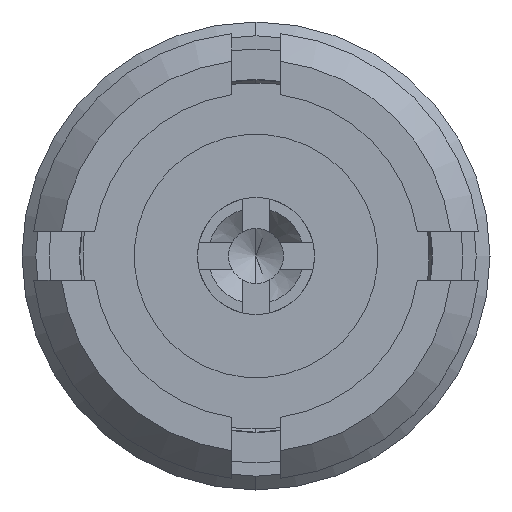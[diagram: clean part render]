
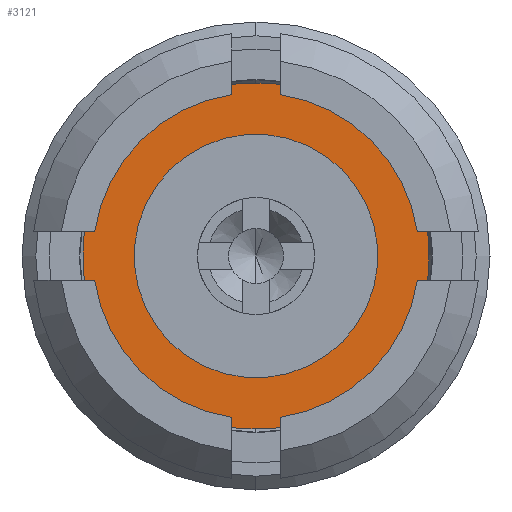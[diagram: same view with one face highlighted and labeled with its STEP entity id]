
A CAD part, left-side view. The second image highlights one B-rep face of the part: STEP entity #3121.
In plain terms, the highlighted face is planar.
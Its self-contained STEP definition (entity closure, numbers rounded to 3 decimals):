
#136 = DIRECTION ( 'NONE',  ( 0.996, 0.087, 0. ) ) ;
#150 = EDGE_LOOP ( 'NONE', ( #3733, #307 ) ) ;
#206 = CIRCLE ( 'NONE', #5917, 1.26 ) ;
#297 = DIRECTION ( 'NONE',  ( 0., 0., 1. ) ) ;
#307 = ORIENTED_EDGE ( 'NONE', *, *, #4138, .F. ) ;
#319 = DIRECTION ( 'NONE',  ( 0.996, 0.087, 0. ) ) ;
#523 = CIRCLE ( 'NONE', #3031, 0.885 ) ;
#885 = AXIS2_PLACEMENT_3D ( 'NONE', #4715, #5209, #136 ) ;
#1157 = CARTESIAN_POINT ( 'NONE',  ( 1.255, 0.11, 6.525 ) ) ;
#1203 = VERTEX_POINT ( 'NONE', #6487 ) ;
#1239 = ORIENTED_EDGE ( 'NONE', *, *, #2620, .T. ) ;
#1403 = EDGE_LOOP ( 'NONE', ( #1239, #4392 ) ) ;
#1624 = CARTESIAN_POINT ( 'NONE',  ( 0., 0., 6.525 ) ) ;
#1786 = AXIS2_PLACEMENT_3D ( 'NONE', #3266, #2207, #3767 ) ;
#1812 = CIRCLE ( 'NONE', #1786, 1.26 ) ;
#2207 = DIRECTION ( 'NONE',  ( 0., 0., 1. ) ) ;
#2321 = CARTESIAN_POINT ( 'NONE',  ( 0., 0., 6.525 ) ) ;
#2620 = EDGE_CURVE ( 'NONE', #4051, #4340, #1812, .T. ) ;
#2975 = CARTESIAN_POINT ( 'NONE',  ( -1.255, -0.11, 6.525 ) ) ;
#3005 = DIRECTION ( 'NONE',  ( 0., 0., -1. ) ) ;
#3031 = AXIS2_PLACEMENT_3D ( 'NONE', #2321, #297, #319 ) ;
#3121 = ADVANCED_FACE ( 'NONE', ( #4375, #4292 ), #3474, .F. ) ;
#3266 = CARTESIAN_POINT ( 'NONE',  ( 0., 0., 6.525 ) ) ;
#3474 = PLANE ( 'NONE',  #5296 ) ;
#3733 = ORIENTED_EDGE ( 'NONE', *, *, #6205, .F. ) ;
#3735 = DIRECTION ( 'NONE',  ( 0.996, 0.087, 0. ) ) ;
#3767 = DIRECTION ( 'NONE',  ( 0.996, 0.087, 0. ) ) ;
#4034 = DIRECTION ( 'NONE',  ( -0.996, -0.087, 0. ) ) ;
#4042 = EDGE_CURVE ( 'NONE', #4340, #4051, #206, .T. ) ;
#4051 = VERTEX_POINT ( 'NONE', #1157 ) ;
#4138 = EDGE_CURVE ( 'NONE', #6273, #1203, #523, .T. ) ;
#4292 = FACE_OUTER_BOUND ( 'NONE', #1403, .T. ) ;
#4340 = VERTEX_POINT ( 'NONE', #2975 ) ;
#4375 = FACE_BOUND ( 'NONE', #150, .T. ) ;
#4392 = ORIENTED_EDGE ( 'NONE', *, *, #4042, .T. ) ;
#4464 = CARTESIAN_POINT ( 'NONE',  ( -0.11, 1.255, 6.525 ) ) ;
#4715 = CARTESIAN_POINT ( 'NONE',  ( 0., 0., 6.525 ) ) ;
#4808 = CARTESIAN_POINT ( 'NONE',  ( -0.882, -0.077, 6.525 ) ) ;
#5209 = DIRECTION ( 'NONE',  ( 0., 0., 1. ) ) ;
#5220 = DIRECTION ( 'NONE',  ( 0., 0., 1. ) ) ;
#5296 = AXIS2_PLACEMENT_3D ( 'NONE', #4464, #3005, #4034 ) ;
#5917 = AXIS2_PLACEMENT_3D ( 'NONE', #1624, #5220, #3735 ) ;
#6108 = CIRCLE ( 'NONE', #885, 0.885 ) ;
#6205 = EDGE_CURVE ( 'NONE', #1203, #6273, #6108, .T. ) ;
#6273 = VERTEX_POINT ( 'NONE', #4808 ) ;
#6487 = CARTESIAN_POINT ( 'NONE',  ( 0.882, 0.077, 6.525 ) ) ;
